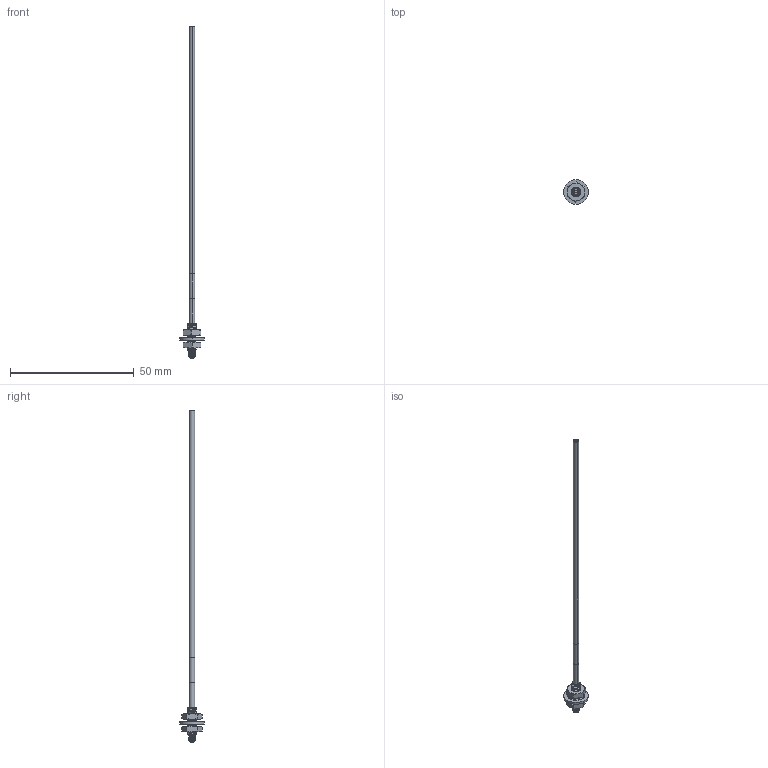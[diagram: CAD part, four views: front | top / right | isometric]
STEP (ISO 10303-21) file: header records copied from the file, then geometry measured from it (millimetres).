
FILE_DESCRIPTION((''),'2;1');
FILE_NAME('161889_ASM','2016-01-05T',('pdmadmin'),(''),'PRO/ENGINEER BY PARAMETRIC TECHNOLOGY CORPORATION, 2013230','PRO/ENGINEER BY PARAMETRIC TECHNOLOGY CORPORATION, 2013230','');
FILE_SCHEMA(('CONFIG_CONTROL_DESIGN'));
Products named in the file (6): 13462; 51022; FIBER_CORE_1MM; 08394_M4_ITLW_NI; 08397_M4_X_0_7_HEX_JAM_NUT_NI; 161889_ASM
Assembly tree (6 placements, depth 2):
  161889_ASM
    13462
    51022
    FIBER_CORE_1MM
    08394_M4_ITLW_NI
    08397_M4_X_0_7_HEX_JAM_NUT_NI  x2
Bounding box: 10 x 10 x 134 mm (x, y, z)
Volume: 737.1 mm3; surface area: 2199.3 mm2
Topology: 6 solids, 7 shells, 256 faces, 630 edges, 387 vertices
Faces by surface type: cylinder 122, cone 70, plane 46, bspline 18
Entity records: 10911 total; most frequent: CARTESIAN_POINT 5934, ORIENTED_EDGE 1048, DIRECTION 975, EDGE_CURVE 526, AXIS2_PLACEMENT_3D 381, VERTEX_POINT 331, VECTOR 213, LINE 213
